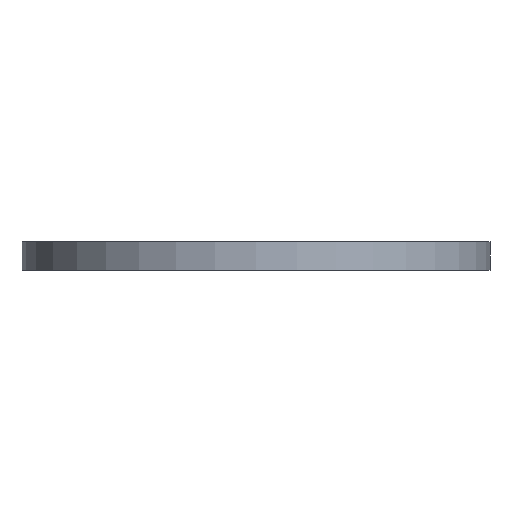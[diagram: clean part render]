
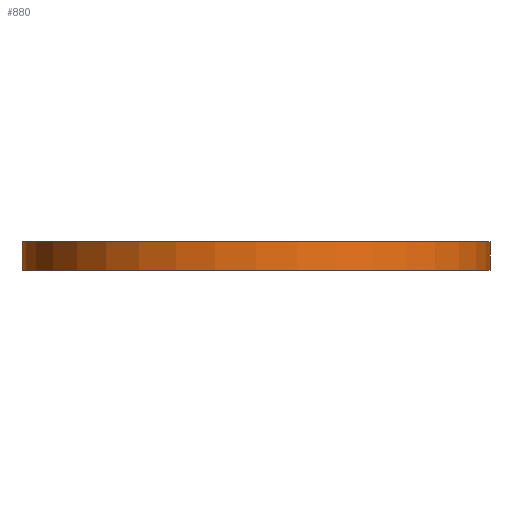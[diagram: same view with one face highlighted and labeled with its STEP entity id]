
A CAD part, front view. The second image highlights one B-rep face of the part: STEP entity #880.
In plain terms, the highlighted cylindrical face has radius 25 mm (diameter 50 mm), a partial arc.
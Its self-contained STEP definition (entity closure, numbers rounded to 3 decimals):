
#49 = VERTEX_POINT ( 'NONE', #563 ) ;
#104 = LINE ( 'NONE', #692, #942 ) ;
#216 = ORIENTED_EDGE ( 'NONE', *, *, #1464, .T. ) ;
#269 = FACE_OUTER_BOUND ( 'NONE', #1182, .T. ) ;
#272 = CARTESIAN_POINT ( 'NONE',  ( 0., 0., 0. ) ) ;
#315 = ORIENTED_EDGE ( 'NONE', *, *, #779, .F. ) ;
#362 = CIRCLE ( 'NONE', #1683, 25. ) ;
#367 = CARTESIAN_POINT ( 'NONE',  ( 25., 0., 0. ) ) ;
#377 = LINE ( 'NONE', #382, #1493 ) ;
#382 = CARTESIAN_POINT ( 'NONE',  ( 25., 0., 3. ) ) ;
#398 = DIRECTION ( 'NONE',  ( 0., 0., 1. ) ) ;
#446 = CYLINDRICAL_SURFACE ( 'NONE', #984, 25. ) ;
#490 = CIRCLE ( 'NONE', #1129, 25. ) ;
#538 = DIRECTION ( 'NONE',  ( 1., 0., 0. ) ) ;
#563 = CARTESIAN_POINT ( 'NONE',  ( 25., 0., 3. ) ) ;
#650 = DIRECTION ( 'NONE',  ( 0., 0., -1. ) ) ;
#692 = CARTESIAN_POINT ( 'NONE',  ( -25., 0., 3. ) ) ;
#759 = CARTESIAN_POINT ( 'NONE',  ( -25., 0., 0. ) ) ;
#779 = EDGE_CURVE ( 'NONE', #1005, #49, #362, .T. ) ;
#853 = VERTEX_POINT ( 'NONE', #759 ) ;
#880 = ADVANCED_FACE ( 'NONE', ( #269 ), #446, .T. ) ;
#942 = VECTOR ( 'NONE', #972, 1000. ) ;
#972 = DIRECTION ( 'NONE',  ( 0., 0., -1. ) ) ;
#984 = AXIS2_PLACEMENT_3D ( 'NONE', #1715, #650, #1052 ) ;
#1001 = EDGE_CURVE ( 'NONE', #1005, #853, #104, .T. ) ;
#1005 = VERTEX_POINT ( 'NONE', #1506 ) ;
#1052 = DIRECTION ( 'NONE',  ( -1., 0., 0. ) ) ;
#1129 = AXIS2_PLACEMENT_3D ( 'NONE', #272, #398, #538 ) ;
#1140 = DIRECTION ( 'NONE',  ( 1., 0., 0. ) ) ;
#1179 = DIRECTION ( 'NONE',  ( 0., 0., -1. ) ) ;
#1182 = EDGE_LOOP ( 'NONE', ( #1285, #315, #1375, #216 ) ) ;
#1278 = EDGE_CURVE ( 'NONE', #49, #1348, #377, .T. ) ;
#1285 = ORIENTED_EDGE ( 'NONE', *, *, #1278, .F. ) ;
#1348 = VERTEX_POINT ( 'NONE', #367 ) ;
#1375 = ORIENTED_EDGE ( 'NONE', *, *, #1001, .T. ) ;
#1417 = DIRECTION ( 'NONE',  ( 0., 0., 1. ) ) ;
#1464 = EDGE_CURVE ( 'NONE', #853, #1348, #490, .T. ) ;
#1493 = VECTOR ( 'NONE', #1179, 1000. ) ;
#1506 = CARTESIAN_POINT ( 'NONE',  ( -25., 0., 3. ) ) ;
#1683 = AXIS2_PLACEMENT_3D ( 'NONE', #1692, #1417, #1140 ) ;
#1692 = CARTESIAN_POINT ( 'NONE',  ( 0., 0., 3. ) ) ;
#1715 = CARTESIAN_POINT ( 'NONE',  ( 0., 0., 3. ) ) ;
